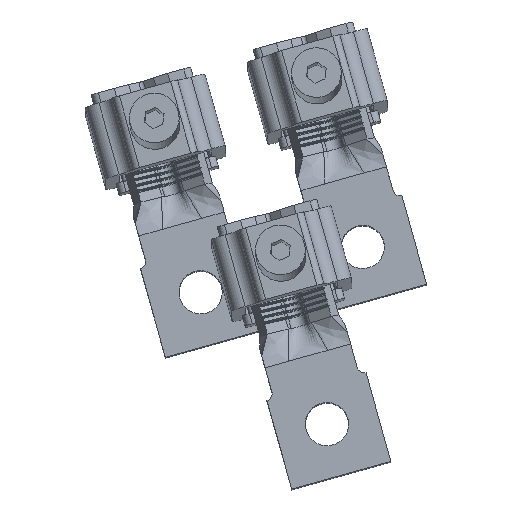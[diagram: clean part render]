
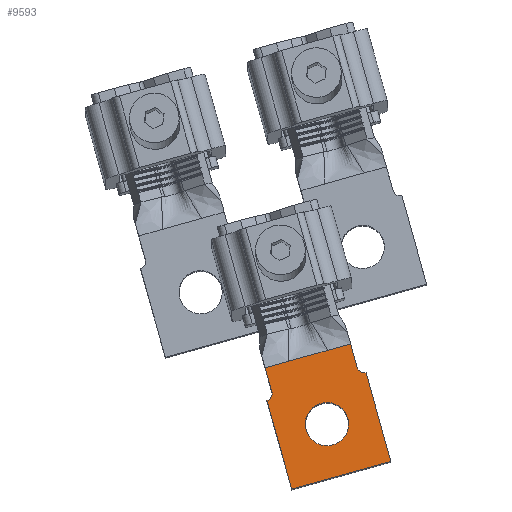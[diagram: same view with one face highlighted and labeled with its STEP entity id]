
A CAD part, top view. The second image highlights one B-rep face of the part: STEP entity #9593.
In plain terms, the highlighted face is planar.
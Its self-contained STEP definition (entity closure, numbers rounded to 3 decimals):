
#346=DIRECTION('',(-1.,0.,0.));
#347=VECTOR('',#346,6.898);
#348=CARTESIAN_POINT('',(-11.973,42.78,-39.));
#349=LINE('',#348,#347);
#392=DIRECTION('',(-1.,0.,0.));
#393=VECTOR('',#392,11.518);
#394=CARTESIAN_POINT('',(-18.871,42.78,-39.));
#395=LINE('',#394,#393);
#1788=DIRECTION('',(-1.,0.,0.));
#1789=VECTOR('',#1788,6.584);
#1790=CARTESIAN_POINT('',(-30.389,42.78,-39.));
#1791=LINE('',#1790,#1789);
#1935=CARTESIAN_POINT('',(-24.473,42.78,-59.));
#1936=DIRECTION('',(0.,-1.,0.));
#1937=DIRECTION('',(-1.,0.,0.));
#1938=AXIS2_PLACEMENT_3D('',#1935,#1936,#1937);
#1943=CARTESIAN_POINT('',(-24.473,42.78,-59.));
#1944=DIRECTION('',(0.,-1.,0.));
#1945=DIRECTION('',(1.,0.,0.));
#1946=AXIS2_PLACEMENT_3D('',#1943,#1944,#1945);
#1951=DIRECTION('',(0.,0.,1.));
#1952=VECTOR('',#1951,7.);
#1953=CARTESIAN_POINT('',(-36.973,42.78,-46.));
#1954=LINE('',#1953,#1952);
#1958=CARTESIAN_POINT('',(-38.973,42.78,-46.));
#1959=DIRECTION('',(0.,-1.,0.));
#1960=DIRECTION('',(0.,0.,-1.));
#1961=AXIS2_PLACEMENT_3D('',#1958,#1959,#1960);
#1966=DIRECTION('',(0.,0.,1.));
#1967=VECTOR('',#1966,26.);
#1968=CARTESIAN_POINT('',(-38.973,42.78,-74.));
#1969=LINE('',#1968,#1967);
#1973=DIRECTION('',(-1.,0.,0.));
#1974=VECTOR('',#1973,29.);
#1975=CARTESIAN_POINT('',(-9.973,42.78,-74.));
#1976=LINE('',#1975,#1974);
#1980=DIRECTION('',(0.,0.,-1.));
#1981=VECTOR('',#1980,26.);
#1982=CARTESIAN_POINT('',(-9.973,42.78,-48.));
#1983=LINE('',#1982,#1981);
#1987=CARTESIAN_POINT('',(-9.973,42.78,-46.));
#1988=DIRECTION('',(0.,-1.,0.));
#1989=DIRECTION('',(-1.,0.,0.));
#1990=AXIS2_PLACEMENT_3D('',#1987,#1988,#1989);
#1995=DIRECTION('',(0.,0.,-1.));
#1996=VECTOR('',#1995,7.);
#1997=CARTESIAN_POINT('',(-11.973,42.78,-39.));
#1998=LINE('',#1997,#1996);
#7012=CARTESIAN_POINT('',(-36.973,42.78,-46.));
#7013=VERTEX_POINT('',#7012);
#7026=CARTESIAN_POINT('',(-36.973,42.78,-39.));
#7027=VERTEX_POINT('',#7026);
#7030=CARTESIAN_POINT('',(-11.973,42.78,-46.));
#7031=VERTEX_POINT('',#7030);
#7032=CARTESIAN_POINT('',(-11.973,42.78,-39.));
#7033=VERTEX_POINT('',#7032);
#7036=CARTESIAN_POINT('',(-9.973,42.78,-48.));
#7037=VERTEX_POINT('',#7036);
#7038=CARTESIAN_POINT('',(-9.973,42.78,-74.));
#7039=VERTEX_POINT('',#7038);
#7040=CARTESIAN_POINT('',(-38.973,42.78,-74.));
#7041=VERTEX_POINT('',#7040);
#7042=CARTESIAN_POINT('',(-38.973,42.78,-48.));
#7043=VERTEX_POINT('',#7042);
#7658=CARTESIAN_POINT('',(-18.871,42.78,-39.));
#7660=VERTEX_POINT('',#7658);
#7662=CARTESIAN_POINT('',(-30.389,42.78,-39.));
#7664=VERTEX_POINT('',#7662);
#7666=CARTESIAN_POINT('',(-18.373,42.78,-59.));
#7668=VERTEX_POINT('',#7666);
#7670=CARTESIAN_POINT('',(-30.573,42.78,-59.));
#7672=VERTEX_POINT('',#7670);
#9564=CARTESIAN_POINT('',(-9.973,42.78,-74.));
#9565=DIRECTION('',(0.,1.,0.));
#9566=DIRECTION('',(-1.,0.,0.));
#9567=AXIS2_PLACEMENT_3D('',#9564,#9565,#9566);
#9568=PLANE('',#9567);
#9569=ORIENTED_EDGE('',*,*,#9440,.T.);
#9571=ORIENTED_EDGE('',*,*,#9570,.F.);
#9573=ORIENTED_EDGE('',*,*,#9572,.F.);
#9575=ORIENTED_EDGE('',*,*,#9574,.F.);
#9577=ORIENTED_EDGE('',*,*,#9576,.F.);
#9579=ORIENTED_EDGE('',*,*,#9578,.F.);
#9581=ORIENTED_EDGE('',*,*,#9580,.F.);
#9583=ORIENTED_EDGE('',*,*,#9582,.F.);
#9584=ORIENTED_EDGE('',*,*,#7765,.T.);
#9585=ORIENTED_EDGE('',*,*,#7985,.T.);
#9586=EDGE_LOOP('',(#9569,#9571,#9573,#9575,#9577,#9579,#9581,#9583,#9584,
#9585));
#9587=FACE_OUTER_BOUND('',#9586,.F.);
#9589=ORIENTED_EDGE('',*,*,#9588,.F.);
#9590=ORIENTED_EDGE('',*,*,#9554,.F.);
#9591=EDGE_LOOP('',(#9589,#9590));
#9592=FACE_BOUND('',#9591,.F.);
#1939=CIRCLE('',#1938,6.1);
#1947=CIRCLE('',#1946,6.1);
#1962=CIRCLE('',#1961,2.);
#1991=CIRCLE('',#1990,2.);
#7765=EDGE_CURVE('',#7033,#7660,#349,.T.);
#7985=EDGE_CURVE('',#7660,#7664,#395,.T.);
#9440=EDGE_CURVE('',#7664,#7027,#1791,.T.);
#9554=EDGE_CURVE('',#7668,#7672,#1947,.T.);
#9570=EDGE_CURVE('',#7013,#7027,#1954,.T.);
#9572=EDGE_CURVE('',#7043,#7013,#1962,.T.);
#9574=EDGE_CURVE('',#7041,#7043,#1969,.T.);
#9576=EDGE_CURVE('',#7039,#7041,#1976,.T.);
#9578=EDGE_CURVE('',#7037,#7039,#1983,.T.);
#9580=EDGE_CURVE('',#7031,#7037,#1991,.T.);
#9582=EDGE_CURVE('',#7033,#7031,#1998,.T.);
#9588=EDGE_CURVE('',#7672,#7668,#1939,.T.);
#9593=ADVANCED_FACE('',(#9587,#9592),#9568,.T.);
